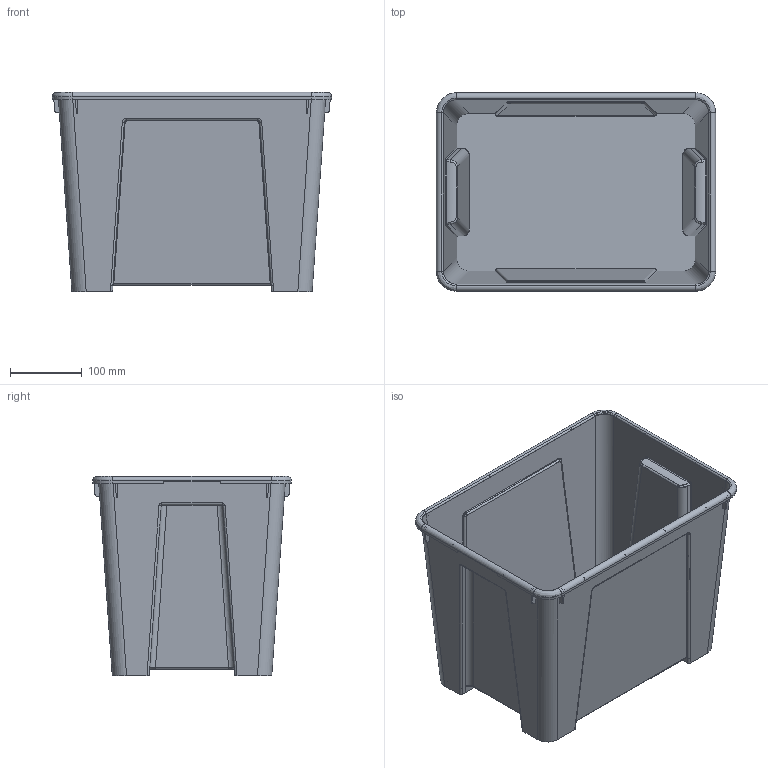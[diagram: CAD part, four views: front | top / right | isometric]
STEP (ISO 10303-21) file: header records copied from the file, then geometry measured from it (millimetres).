
FILE_DESCRIPTION(/* description */ (''),/* implementation_level */ '2;1');
FILE_NAME(/* name */ 'IKEA SAMLA Box 22 l.stp',/* time_stamp */ '2022-06-12T20:20:46+02:00',/* author */ ('Leroy'),/* organization */ (''),/* preprocessor_version */ 'ST-DEVELOPER v16.5',/* originating_system */ 'Autodesk Inventor 2017',/* authorisation */ '');
FILE_SCHEMA (('AUTOMOTIVE_DESIGN { 1 0 10303 214 3 1 1 }'));
Length unit declared in the file: millimetre
Products named in the file (1): IKEA SAMLA Box 22 l_nieuw
Bounding box: 389.42 x 276.92 x 277.98 mm (x, y, z)
Volume: 759145.1 mm3; surface area: 842133.8 mm2
Topology: 21 solids, 21 shells, 479 faces, 1180 edges, 748 vertices
Faces by surface type: plane 199, cylinder 176, bspline 92, torus 12
Entity records: 17097 total; most frequent: CARTESIAN_POINT 5782, ORIENTED_EDGE 2360, DIRECTION 2349, EDGE_CURVE 1180, AXIS2_PLACEMENT_3D 856, VERTEX_POINT 748, LINE 637, VECTOR 637
